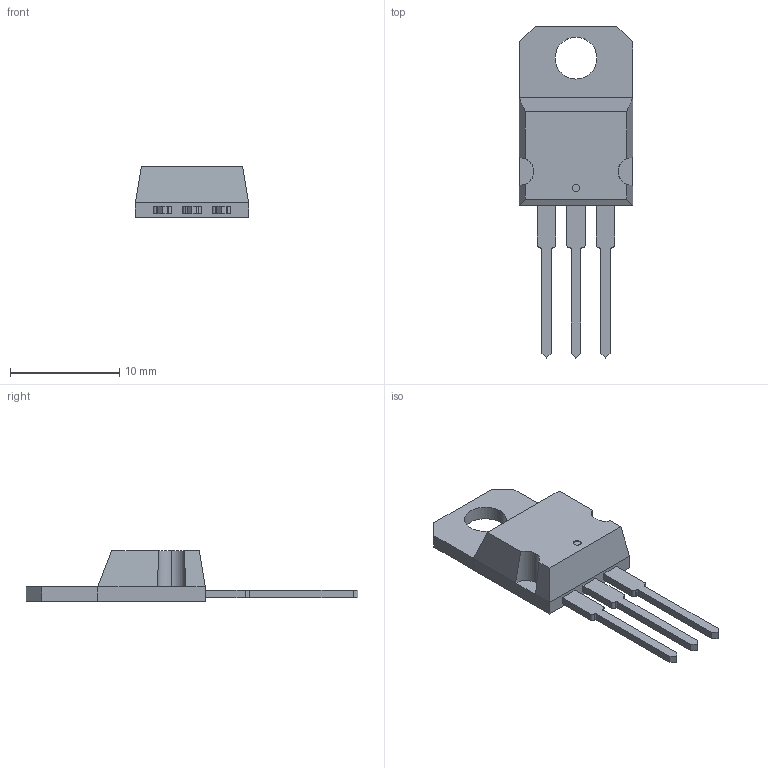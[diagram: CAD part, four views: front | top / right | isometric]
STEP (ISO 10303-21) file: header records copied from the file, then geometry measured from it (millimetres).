
FILE_DESCRIPTION (( 'STEP AP214' ), '1' );
FILE_NAME ('User Library-schottky diode.STEP', '2012-04-03T19:50:50', ( 'sysAdmin' ), ( 'SolidWorks' ), 'SwSTEP 2.0', 'SolidWorks 2012', '' );
FILE_SCHEMA (( 'AUTOMOTIVE_DESIGN' ));
Length unit declared in the file: inch
Products named in the file (1): User Library-schottky diode
Bounding box: 10.39 x 30.43 x 4.6 mm (x, y, z)
Volume: 511.8 mm3; surface area: 652.1 mm2
Topology: 1 solids, 1 shells, 69 faces, 180 edges, 117 vertices
Faces by surface type: plane 50, cylinder 19
Entity records: 2365 total; most frequent: CARTESIAN_POINT 379, ORIENTED_EDGE 360, DIRECTION 354, EDGE_CURVE 180, LINE 138, VECTOR 138, VERTEX_POINT 117, AXIS2_PLACEMENT_3D 108
